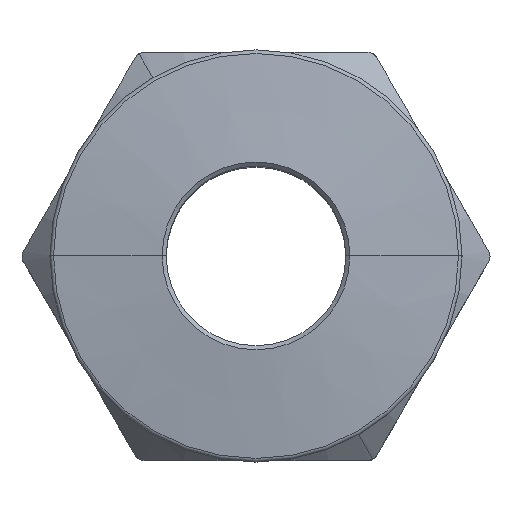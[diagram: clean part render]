
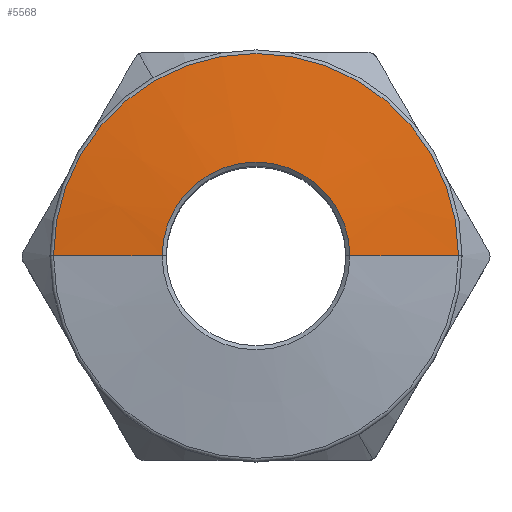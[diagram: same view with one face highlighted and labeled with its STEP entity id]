
A CAD part, top view. The second image highlights one B-rep face of the part: STEP entity #5568.
In plain terms, the highlighted conical face has half-angle 82.999 degrees and reference radius 3.625 mm.
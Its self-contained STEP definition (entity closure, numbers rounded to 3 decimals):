
#126 = VECTOR ( 'NONE', #543, 1000. ) ;
#332 = AXIS2_PLACEMENT_3D ( 'NONE', #5690, #1323, #5791 ) ;
#335 = EDGE_CURVE ( 'NONE', #4224, #1880, #1304, .T. ) ;
#507 = DIRECTION ( 'NONE',  ( -1., 0., 0. ) ) ;
#543 = DIRECTION ( 'NONE',  ( 0.993, 0., -0.122 ) ) ;
#652 = VERTEX_POINT ( 'NONE', #1208 ) ;
#653 = CARTESIAN_POINT ( 'NONE',  ( -4.962, 0., 17.661 ) ) ;
#953 = AXIS2_PLACEMENT_3D ( 'NONE', #1946, #4938, #507 ) ;
#1109 = CARTESIAN_POINT ( 'NONE',  ( 3.625, 0., 17.825 ) ) ;
#1208 = CARTESIAN_POINT ( 'NONE',  ( 2.299, 0., 17.988 ) ) ;
#1304 = LINE ( 'NONE', #6362, #3628 ) ;
#1323 = DIRECTION ( 'NONE',  ( 0., 0., -1. ) ) ;
#1626 = DIRECTION ( 'NONE',  ( -1., 0., 0. ) ) ;
#1741 = ORIENTED_EDGE ( 'NONE', *, *, #3500, .F. ) ;
#1880 = VERTEX_POINT ( 'NONE', #653 ) ;
#1910 = CIRCLE ( 'NONE', #2321, 2.299 ) ;
#1946 = CARTESIAN_POINT ( 'NONE',  ( 0., 0., 17.661 ) ) ;
#2082 = EDGE_CURVE ( 'NONE', #1880, #6409, #2973, .T. ) ;
#2088 = ORIENTED_EDGE ( 'NONE', *, *, #2082, .F. ) ;
#2164 = FACE_OUTER_BOUND ( 'NONE', #2208, .T. ) ;
#2208 = EDGE_LOOP ( 'NONE', ( #1741, #4530, #2088, #2907 ) ) ;
#2321 = AXIS2_PLACEMENT_3D ( 'NONE', #3094, #5125, #1626 ) ;
#2907 = ORIENTED_EDGE ( 'NONE', *, *, #335, .F. ) ;
#2973 = CIRCLE ( 'NONE', #953, 4.962 ) ;
#3094 = CARTESIAN_POINT ( 'NONE',  ( 0., 0., 17.988 ) ) ;
#3206 = CONICAL_SURFACE ( 'NONE', #332, 3.625, 1.449 ) ;
#3500 = EDGE_CURVE ( 'NONE', #652, #4224, #1910, .T. ) ;
#3610 = LINE ( 'NONE', #1109, #126 ) ;
#3628 = VECTOR ( 'NONE', #5899, 1000. ) ;
#4210 = CARTESIAN_POINT ( 'NONE',  ( 4.962, 0., 17.661 ) ) ;
#4224 = VERTEX_POINT ( 'NONE', #5595 ) ;
#4530 = ORIENTED_EDGE ( 'NONE', *, *, #5292, .T. ) ;
#4938 = DIRECTION ( 'NONE',  ( 0., 0., -1. ) ) ;
#5125 = DIRECTION ( 'NONE',  ( 0., 0., 1. ) ) ;
#5292 = EDGE_CURVE ( 'NONE', #652, #6409, #3610, .T. ) ;
#5568 = ADVANCED_FACE ( 'NONE', ( #2164 ), #3206, .T. ) ;
#5595 = CARTESIAN_POINT ( 'NONE',  ( -2.299, 0., 17.988 ) ) ;
#5690 = CARTESIAN_POINT ( 'NONE',  ( 0., 0., 17.825 ) ) ;
#5791 = DIRECTION ( 'NONE',  ( -1., 0., 0. ) ) ;
#5899 = DIRECTION ( 'NONE',  ( -0.993, 0., -0.122 ) ) ;
#6362 = CARTESIAN_POINT ( 'NONE',  ( -3.625, 0., 17.825 ) ) ;
#6409 = VERTEX_POINT ( 'NONE', #4210 ) ;
